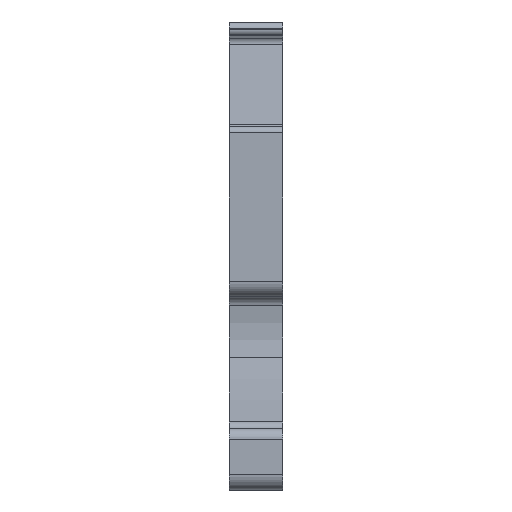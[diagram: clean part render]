
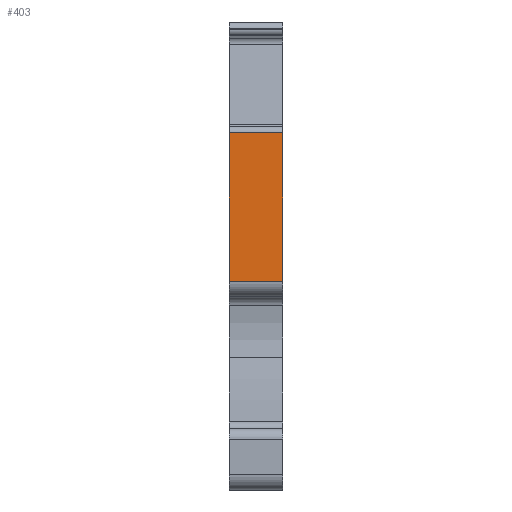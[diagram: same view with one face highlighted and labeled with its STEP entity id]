
A CAD part, front view. The second image highlights one B-rep face of the part: STEP entity #403.
In plain terms, the highlighted planar face has unit normal (0, -1, 0).
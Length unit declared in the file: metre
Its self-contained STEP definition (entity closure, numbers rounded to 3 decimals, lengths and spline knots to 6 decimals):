
#403 = ADVANCED_FACE( 'NONE', ( #858 ), #859, .T. );
#858 = FACE_OUTER_BOUND( '', #1360, .T. );
#859 = PLANE( '', #1361 );
#1360 = EDGE_LOOP( '', ( #2655, #2656, #2657, #2658 ) );
#1361 = AXIS2_PLACEMENT_3D( '', #2659, #2660, #2661 );
#2655 = ORIENTED_EDGE( '', *, *, #3525, .T. );
#2656 = ORIENTED_EDGE( '', *, *, #3646, .T. );
#2657 = ORIENTED_EDGE( '', *, *, #3256, .T. );
#2658 = ORIENTED_EDGE( '', *, *, #3566, .T. );
#2659 = CARTESIAN_POINT( '', ( -0.0035, -0.0223, 0.007182 ) );
#2660 = DIRECTION( '', ( 0., -1., 0. ) );
#2661 = DIRECTION( '', ( 0., 0., -1. ) );
#3256 = EDGE_CURVE( 'NONE', #4000, #3998, #4001, .T. );
#3525 = EDGE_CURVE( 'NONE', #4420, #4418, #4421, .T. );
#3566 = EDGE_CURVE( 'NONE', #3998, #4420, #4479, .T. );
#3646 = EDGE_CURVE( 'NONE', #4418, #4000, #4573, .T. );
#3998 = VERTEX_POINT( 'NONE', #5023 );
#4000 = VERTEX_POINT( 'NONE', #5025 );
#4001 = LINE( '', #5026, #5027 );
#4418 = VERTEX_POINT( 'NONE', #5597 );
#4420 = VERTEX_POINT( 'NONE', #5599 );
#4421 = LINE( '', #5600, #5601 );
#4479 = LINE( '', #5686, #5687 );
#4573 = LINE( '', #5819, #5820 );
#5023 = CARTESIAN_POINT( '', ( 0., -0.0223, 0.007182 ) );
#5025 = CARTESIAN_POINT( '', ( 0., -0.0223, -0.0025 ) );
#5026 = CARTESIAN_POINT( '', ( 0., -0.0223, 0.007182 ) );
#5027 = VECTOR( '', #6104, 1. );
#5597 = CARTESIAN_POINT( '', ( -0.0035, -0.0223, -0.0025 ) );
#5599 = CARTESIAN_POINT( '', ( -0.0035, -0.0223, 0.007182 ) );
#5600 = CARTESIAN_POINT( '', ( -0.0035, -0.0223, 0.007182 ) );
#5601 = VECTOR( '', #6492, 1. );
#5686 = CARTESIAN_POINT( '', ( -0.0035, -0.0223, 0.007182 ) );
#5687 = VECTOR( '', #6529, 1. );
#5819 = CARTESIAN_POINT( '', ( -0.0035, -0.0223, -0.0025 ) );
#5820 = VECTOR( '', #6598, 1. );
#6104 = DIRECTION( '', ( 0., 0., 1. ) );
#6492 = DIRECTION( '', ( 0., 0., -1. ) );
#6529 = DIRECTION( '', ( -1., 0., 0. ) );
#6598 = DIRECTION( '', ( 1., 0., 0. ) );
